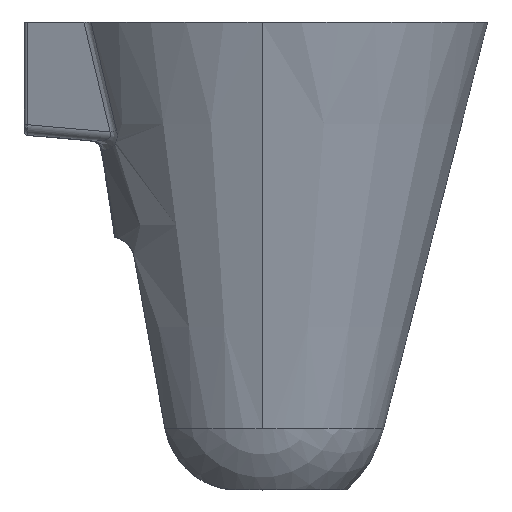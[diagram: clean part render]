
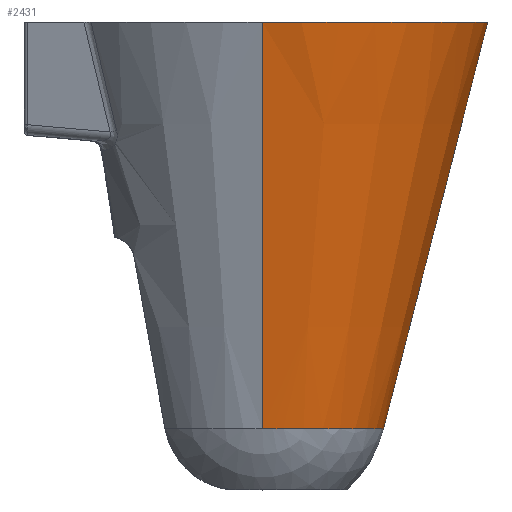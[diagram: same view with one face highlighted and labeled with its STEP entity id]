
A CAD part, top view. The second image highlights one B-rep face of the part: STEP entity #2431.
In plain terms, the highlighted conical face has half-angle 14.355 degrees and reference radius 96.878 mm.
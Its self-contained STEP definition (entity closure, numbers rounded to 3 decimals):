
#195 = DIRECTION ( 'NONE',  ( 0., 0., -1. ) ) ;
#240 = ORIENTED_EDGE ( 'NONE', *, *, #8376, .T. ) ;
#570 = DIRECTION ( 'NONE',  ( 0., -1., 0. ) ) ;
#727 = CIRCLE ( 'NONE', #3415, 96.878 ) ;
#736 = CARTESIAN_POINT ( 'NONE',  ( 0., -324.793, 96.878 ) ) ;
#985 = DIRECTION ( 'NONE',  ( 0., 1., 0. ) ) ;
#1332 = CARTESIAN_POINT ( 'NONE',  ( 0., 0., -180. ) ) ;
#1612 = CARTESIAN_POINT ( 'NONE',  ( 0., -324.793, -96.878 ) ) ;
#1763 = DIRECTION ( 'NONE',  ( 0., 0., -1. ) ) ;
#1822 = CARTESIAN_POINT ( 'NONE',  ( 0., 0., 180. ) ) ;
#2011 = EDGE_LOOP ( 'NONE', ( #3014, #8857, #240, #10144, #5585 ) ) ;
#2123 = CARTESIAN_POINT ( 'NONE',  ( 0., 0., 0. ) ) ;
#2431 = ADVANCED_FACE ( 'NONE', ( #8754 ), #7244, .T. ) ;
#2619 = VERTEX_POINT ( 'NONE', #5621 ) ;
#2992 = LINE ( 'NONE', #5222, #3880 ) ;
#2993 = DIRECTION ( 'NONE',  ( 0., 0., -1. ) ) ;
#3014 = ORIENTED_EDGE ( 'NONE', *, *, #6654, .F. ) ;
#3106 = CIRCLE ( 'NONE', #6176, 96.878 ) ;
#3216 = VERTEX_POINT ( 'NONE', #4748 ) ;
#3415 = AXIS2_PLACEMENT_3D ( 'NONE', #8233, #4919, #195 ) ;
#3664 = AXIS2_PLACEMENT_3D ( 'NONE', #5808, #985, #4242 ) ;
#3880 = VECTOR ( 'NONE', #4570, 1000. ) ;
#4242 = DIRECTION ( 'NONE',  ( 0., 0., 1. ) ) ;
#4570 = DIRECTION ( 'NONE',  ( 0., 0.969, -0.248 ) ) ;
#4748 = CARTESIAN_POINT ( 'NONE',  ( 96.878, -324.793, 0. ) ) ;
#4919 = DIRECTION ( 'NONE',  ( 0., -1., 0. ) ) ;
#5077 = CIRCLE ( 'NONE', #5739, 180. ) ;
#5222 = CARTESIAN_POINT ( 'NONE',  ( 0., -324.793, -96.878 ) ) ;
#5350 = EDGE_CURVE ( 'NONE', #5461, #7368, #2992, .T. ) ;
#5461 = VERTEX_POINT ( 'NONE', #1612 ) ;
#5585 = ORIENTED_EDGE ( 'NONE', *, *, #5722, .F. ) ;
#5621 = CARTESIAN_POINT ( 'NONE',  ( 0., -324.793, 96.878 ) ) ;
#5697 = VERTEX_POINT ( 'NONE', #1822 ) ;
#5722 = EDGE_CURVE ( 'NONE', #3216, #2619, #727, .T. ) ;
#5739 = AXIS2_PLACEMENT_3D ( 'NONE', #2123, #570, #2993 ) ;
#5808 = CARTESIAN_POINT ( 'NONE',  ( 0., -324.793, 0. ) ) ;
#6110 = VECTOR ( 'NONE', #7178, 1000. ) ;
#6176 = AXIS2_PLACEMENT_3D ( 'NONE', #8973, #9789, #1763 ) ;
#6654 = EDGE_CURVE ( 'NONE', #5461, #3216, #3106, .T. ) ;
#7178 = DIRECTION ( 'NONE',  ( 0., 0.969, 0.248 ) ) ;
#7244 = CONICAL_SURFACE ( 'NONE', #3664, 96.878, 0.251 ) ;
#7368 = VERTEX_POINT ( 'NONE', #1332 ) ;
#7791 = EDGE_CURVE ( 'NONE', #2619, #5697, #10274, .T. ) ;
#8233 = CARTESIAN_POINT ( 'NONE',  ( 0., -324.793, 0. ) ) ;
#8376 = EDGE_CURVE ( 'NONE', #7368, #5697, #5077, .T. ) ;
#8754 = FACE_OUTER_BOUND ( 'NONE', #2011, .T. ) ;
#8857 = ORIENTED_EDGE ( 'NONE', *, *, #5350, .T. ) ;
#8973 = CARTESIAN_POINT ( 'NONE',  ( 0., -324.793, 0. ) ) ;
#9789 = DIRECTION ( 'NONE',  ( 0., -1., 0. ) ) ;
#10144 = ORIENTED_EDGE ( 'NONE', *, *, #7791, .F. ) ;
#10274 = LINE ( 'NONE', #736, #6110 ) ;
